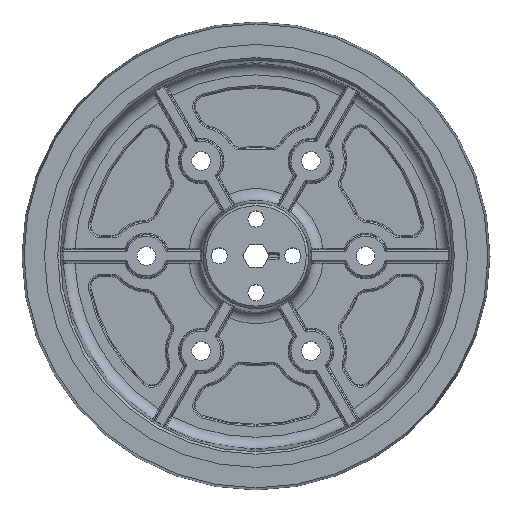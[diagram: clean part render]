
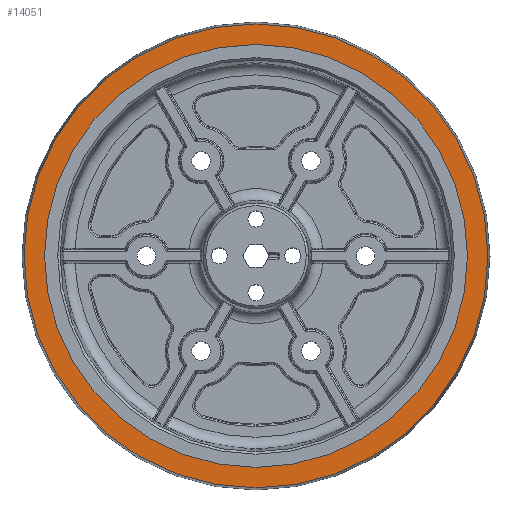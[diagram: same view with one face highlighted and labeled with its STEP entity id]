
A CAD part, top view. The second image highlights one B-rep face of the part: STEP entity #14051.
In plain terms, the highlighted face is planar.
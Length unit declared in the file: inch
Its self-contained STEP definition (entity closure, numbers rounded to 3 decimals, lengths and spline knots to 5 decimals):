
#466 = CARTESIAN_POINT ( 'NONE',  ( -0.54819, 1.80754, 0. ) ) ;
#729 = FACE_OUTER_BOUND ( 'NONE', #20512, .T. ) ;
#2255 = ORIENTED_EDGE ( 'NONE', *, *, #11884, .T. ) ;
#2441 = CARTESIAN_POINT ( 'NONE',  ( -0.54819, 1.80754, 0. ) ) ;
#3143 = EDGE_CURVE ( 'NONE', #23538, #9454, #23381, .T. ) ;
#3247 = DIRECTION ( 'NONE',  ( 0., -1., 0. ) ) ;
#4244 = ORIENTED_EDGE ( 'NONE', *, *, #3143, .T. ) ;
#4251 = CARTESIAN_POINT ( 'NONE',  ( -0.54819, -1.98254, 0. ) ) ;
#5107 = ORIENTED_EDGE ( 'NONE', *, *, #16198, .F. ) ;
#5282 = CARTESIAN_POINT ( 'NONE',  ( -0.54819, 0., 0. ) ) ;
#5305 = AXIS2_PLACEMENT_3D ( 'NONE', #15924, #21436, #14300 ) ;
#6255 = CIRCLE ( 'NONE', #5305, 1.80754 ) ;
#6601 = VERTEX_POINT ( 'NONE', #2441 ) ;
#8353 = AXIS2_PLACEMENT_3D ( 'NONE', #16900, #20801, #11607 ) ;
#9310 = DIRECTION ( 'NONE',  ( 0., -1., 0. ) ) ;
#9454 = VERTEX_POINT ( 'NONE', #4251 ) ;
#10371 = AXIS2_PLACEMENT_3D ( 'NONE', #466, #21056, #13582 ) ;
#11607 = DIRECTION ( 'NONE',  ( 0., -1., 0. ) ) ;
#11884 = EDGE_CURVE ( 'NONE', #9454, #23538, #14506, .T. ) ;
#13582 = DIRECTION ( 'NONE',  ( 0., 1., 0. ) ) ;
#13646 = CARTESIAN_POINT ( 'NONE',  ( -0.54819, 1.98254, 0. ) ) ;
#14051 = ADVANCED_FACE ( 'NONE', ( #22550, #729 ), #17077, .F. ) ;
#14300 = DIRECTION ( 'NONE',  ( 0., -1., 0. ) ) ;
#14358 = EDGE_CURVE ( 'NONE', #6601, #14840, #18163, .T. ) ;
#14506 = CIRCLE ( 'NONE', #17983, 1.98254 ) ;
#14840 = VERTEX_POINT ( 'NONE', #20609 ) ;
#15143 = CARTESIAN_POINT ( 'NONE',  ( -0.54819, 0., 0. ) ) ;
#15849 = AXIS2_PLACEMENT_3D ( 'NONE', #5282, #18018, #3247 ) ;
#15924 = CARTESIAN_POINT ( 'NONE',  ( -0.54819, 0., 0. ) ) ;
#16198 = EDGE_CURVE ( 'NONE', #14840, #6601, #6255, .T. ) ;
#16900 = CARTESIAN_POINT ( 'NONE',  ( -0.54819, 0., 0. ) ) ;
#17077 = PLANE ( 'NONE',  #10371 ) ;
#17983 = AXIS2_PLACEMENT_3D ( 'NONE', #15143, #22536, #9310 ) ;
#18018 = DIRECTION ( 'NONE',  ( -1., 0., 0. ) ) ;
#18163 = CIRCLE ( 'NONE', #8353, 1.80754 ) ;
#18956 = EDGE_LOOP ( 'NONE', ( #19981, #5107 ) ) ;
#19981 = ORIENTED_EDGE ( 'NONE', *, *, #14358, .F. ) ;
#20512 = EDGE_LOOP ( 'NONE', ( #4244, #2255 ) ) ;
#20609 = CARTESIAN_POINT ( 'NONE',  ( -0.54819, -1.80754, 0. ) ) ;
#20801 = DIRECTION ( 'NONE',  ( -1., 0., 0. ) ) ;
#21056 = DIRECTION ( 'NONE',  ( 1., 0., 0. ) ) ;
#21436 = DIRECTION ( 'NONE',  ( -1., 0., 0. ) ) ;
#22536 = DIRECTION ( 'NONE',  ( -1., 0., 0. ) ) ;
#22550 = FACE_BOUND ( 'NONE', #18956, .T. ) ;
#23381 = CIRCLE ( 'NONE', #15849, 1.98254 ) ;
#23538 = VERTEX_POINT ( 'NONE', #13646 ) ;
